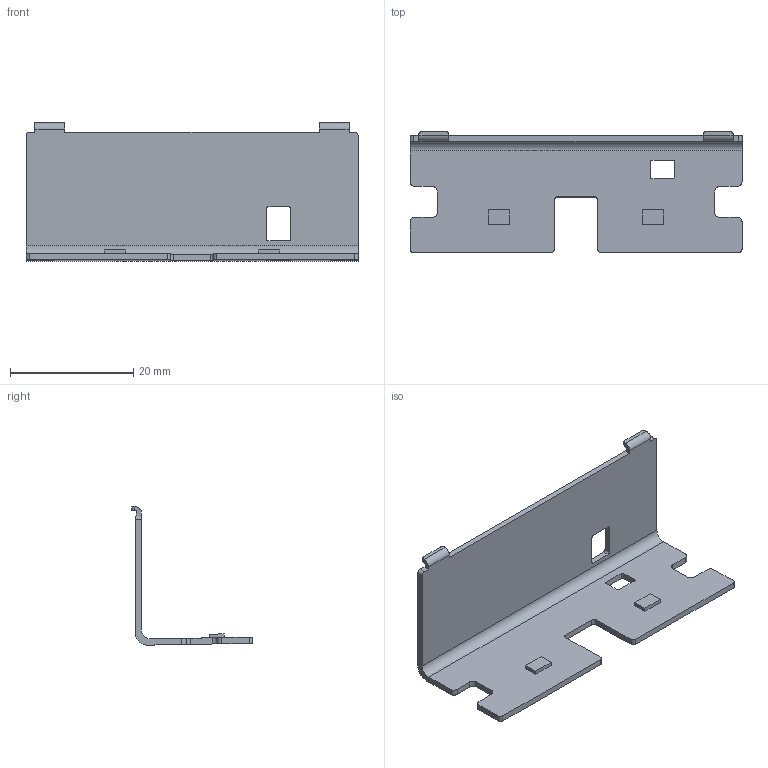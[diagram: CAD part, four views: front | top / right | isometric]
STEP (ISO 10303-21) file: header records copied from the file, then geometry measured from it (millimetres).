
FILE_DESCRIPTION((''),'2;1');
FILE_NAME('ASM4585_ASM','2021-08-12T',('marketing.praksa'),('Audax d.o.o.'),'CREO PARAMETRIC BY PTC INC, 2017480','CREO PARAMETRIC BY PTC INC, 2017480','');
FILE_SCHEMA(('AUTOMOTIVE_DESIGN { 1 0 10303 214 1 1 1 1 }'));
Length unit declared in the file: millimetre
Products named in the file (3): PLOMBIERKAPPE_R40_MONTIERT_1; PRT4582; ASM4585_ASM
Assembly tree (2 placements, depth 2):
  ASM4585_ASM
    PLOMBIERKAPPE_R40_MONTIERT_1
    PRT4582
Bounding box: 53.8 x 19.6 x 22.4 mm (x, y, z)
Volume: 1951.1 mm3; surface area: 4151.1 mm2
Topology: 4 solids, 4 shells, 189 faces, 530 edges, 354 vertices
Faces by surface type: plane 107, cylinder 82
Entity records: 9446 total; most frequent: CARTESIAN_POINT 1124, DIRECTION 1068, ORIENTED_EDGE 1060, PRESENTATION_STYLE_ASSIGNMENT 723, STYLED_ITEM 723, CURVE_STYLE 530, EDGE_CURVE 530, VECTOR 364
